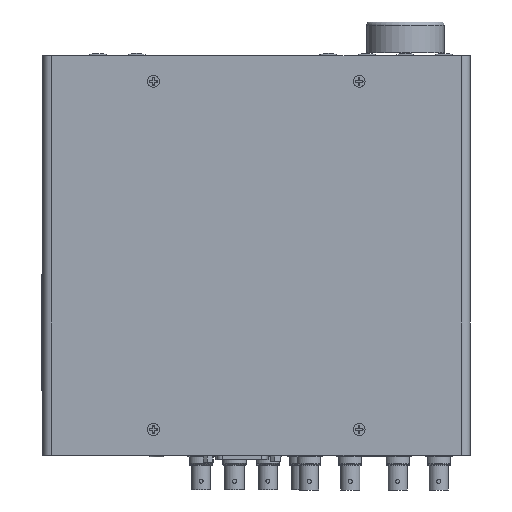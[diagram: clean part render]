
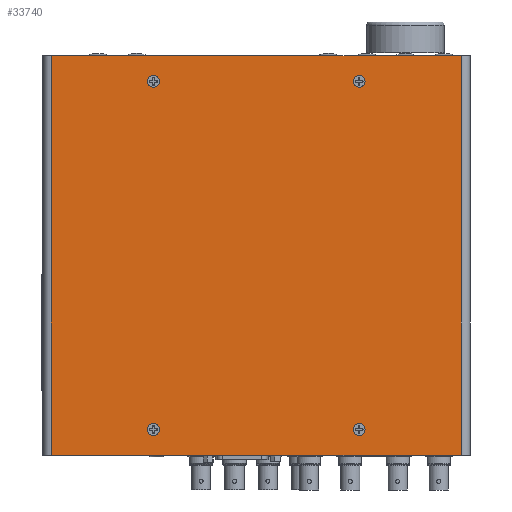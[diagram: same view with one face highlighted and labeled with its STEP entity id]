
A CAD part, front view. The second image highlights one B-rep face of the part: STEP entity #33740.
In plain terms, the highlighted planar face has unit normal (0, -1, 0).
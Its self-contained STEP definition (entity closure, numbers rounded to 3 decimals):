
#21456=PLANE('',#74994);
#25289=LINE('',#107702,#30143);
#25294=LINE('',#107713,#30148);
#25305=LINE('',#107740,#30159);
#25306=LINE('',#107750,#30160);
#30143=VECTOR('',#87005,1.);
#30148=VECTOR('',#87018,1.);
#30159=VECTOR('',#87053,1.);
#30160=VECTOR('',#87064,1.);
#33740=ADVANCED_FACE('',(#37948,#37949,#37950,#37951,#37952),#21456,.F.);
#36813=CIRCLE('',#74990,0.115);
#36814=CIRCLE('',#74991,0.115);
#36815=CIRCLE('',#74992,0.115);
#36816=CIRCLE('',#74993,0.115);
#37948=FACE_BOUND('',#40487,.T.);
#37949=FACE_BOUND('',#40488,.T.);
#37950=FACE_BOUND('',#40489,.T.);
#37951=FACE_BOUND('',#40490,.T.);
#37952=FACE_BOUND('',#40491,.T.);
#40487=EDGE_LOOP('',(#52083));
#40488=EDGE_LOOP('',(#52084));
#40489=EDGE_LOOP('',(#52085));
#40490=EDGE_LOOP('',(#52086));
#40491=EDGE_LOOP('',(#52087,#52088,#52089,#52090));
#52083=ORIENTED_EDGE('',*,*,#68027,.F.);
#52084=ORIENTED_EDGE('',*,*,#68028,.F.);
#52085=ORIENTED_EDGE('',*,*,#68029,.F.);
#52086=ORIENTED_EDGE('',*,*,#68030,.F.);
#52087=ORIENTED_EDGE('',*,*,#68006,.T.);
#52088=ORIENTED_EDGE('',*,*,#68031,.F.);
#52089=ORIENTED_EDGE('',*,*,#68013,.F.);
#52090=ORIENTED_EDGE('',*,*,#68026,.T.);
#61089=VERTEX_POINT('',#107688);
#61091=VERTEX_POINT('',#107697);
#61093=VERTEX_POINT('',#107703);
#61094=VERTEX_POINT('',#107708);
#61099=VERTEX_POINT('',#107743);
#61100=VERTEX_POINT('',#107745);
#61101=VERTEX_POINT('',#107747);
#61102=VERTEX_POINT('',#107749);
#68006=EDGE_CURVE('',#61091,#61093,#25289,.T.);
#68013=EDGE_CURVE('',#61089,#61094,#25294,.T.);
#68026=EDGE_CURVE('',#61089,#61091,#25305,.T.);
#68027=EDGE_CURVE('',#61099,#61099,#36813,.T.);
#68028=EDGE_CURVE('',#61100,#61100,#36814,.T.);
#68029=EDGE_CURVE('',#61101,#61101,#36815,.T.);
#68030=EDGE_CURVE('',#61102,#61102,#36816,.T.);
#68031=EDGE_CURVE('',#61094,#61093,#25306,.T.);
#74990=AXIS2_PLACEMENT_3D('',#107742,#87056,#87057);
#74991=AXIS2_PLACEMENT_3D('',#107744,#87058,#87059);
#74992=AXIS2_PLACEMENT_3D('',#107746,#87060,#87061);
#74993=AXIS2_PLACEMENT_3D('',#107748,#87062,#87063);
#74994=AXIS2_PLACEMENT_3D('',#107751,#87065,#87066);
#87005=DIRECTION('',(-1.,0.,0.));
#87018=DIRECTION('',(-1.,0.,0.));
#87053=DIRECTION('',(0.,0.,1.));
#87056=DIRECTION('',(0.,-1.,0.));
#87057=DIRECTION('',(1.,0.,0.));
#87058=DIRECTION('',(0.,-1.,0.));
#87059=DIRECTION('',(1.,0.,0.));
#87060=DIRECTION('',(0.,-1.,0.));
#87061=DIRECTION('',(1.,0.,0.));
#87062=DIRECTION('',(0.,-1.,0.));
#87063=DIRECTION('',(1.,0.,0.));
#87064=DIRECTION('',(0.,0.,1.));
#87065=DIRECTION('',(0.,1.,0.));
#87066=DIRECTION('',(-1.,0.,0.));
#107688=CARTESIAN_POINT('',(3.985,-0.08,-7.51));
#107697=CARTESIAN_POINT('',(3.985,-0.08,0.26));
#107702=CARTESIAN_POINT('',(4.155,-0.08,0.26));
#107703=CARTESIAN_POINT('',(-3.985,-0.08,0.26));
#107708=CARTESIAN_POINT('',(-3.985,-0.08,-7.51));
#107713=CARTESIAN_POINT('',(4.155,-0.08,-7.51));
#107740=CARTESIAN_POINT('',(3.985,-0.08,-7.51));
#107742=CARTESIAN_POINT('',(2.,-0.08,-0.24));
#107743=CARTESIAN_POINT('',(2.115,-0.08,-0.24));
#107744=CARTESIAN_POINT('',(2.,-0.08,-7.01));
#107745=CARTESIAN_POINT('',(2.115,-0.08,-7.01));
#107746=CARTESIAN_POINT('',(-2.,-0.08,-0.24));
#107747=CARTESIAN_POINT('',(-1.885,-0.08,-0.24));
#107748=CARTESIAN_POINT('',(-2.,-0.08,-7.01));
#107749=CARTESIAN_POINT('',(-1.885,-0.08,-7.01));
#107750=CARTESIAN_POINT('',(-3.985,-0.08,-7.51));
#107751=CARTESIAN_POINT('',(4.155,-0.08,-7.51));
